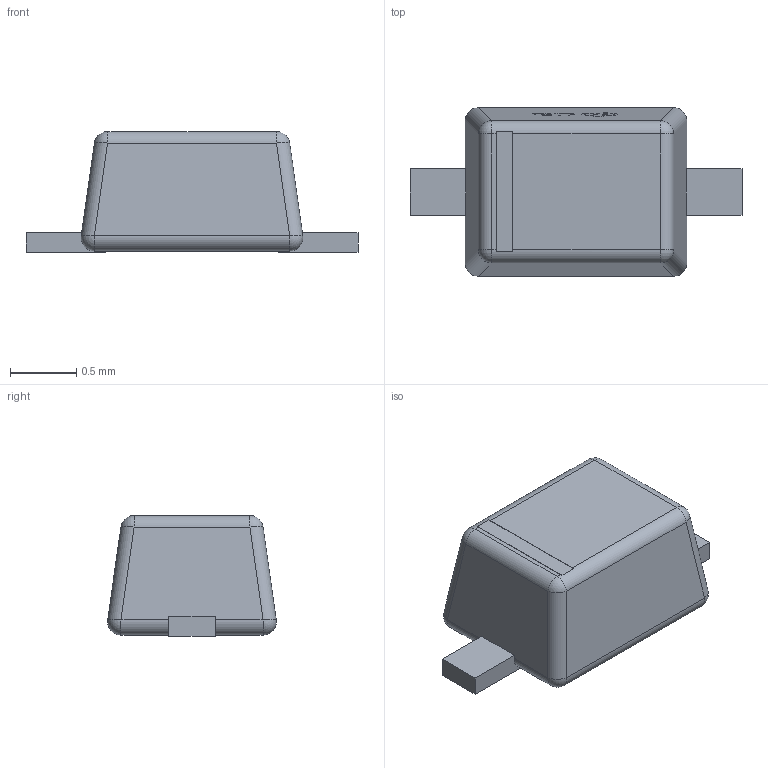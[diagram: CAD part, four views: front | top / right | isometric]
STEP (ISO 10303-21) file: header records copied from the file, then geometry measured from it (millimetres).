
FILE_DESCRIPTION (( 'STEP AP214' ), '1' );
FILE_NAME ('SOD-323F_L1.7-W1.3-LS2.5-R-RD.STEP', '2023-07-25T07:52:07', ( '' ), ( '' ), 'SwSTEP 2.0', 'SolidWorks 2020', '' );
FILE_SCHEMA (( 'AUTOMOTIVE_DESIGN' ));
Length unit declared in the file: millimetre
Products named in the file (1): SOD-323F_L1.7-W1.3-LS2.5-R-RD
Bounding box: 2.5 x 1.27 x 0.91 mm (x, y, z)
Volume: 1.7 mm3; surface area: 8.9 mm2
Topology: 1 solids, 1 shells, 268 faces, 725 edges, 474 vertices
Faces by surface type: plane 148, bspline 98, cylinder 14, sphere 8
Entity records: 11775 total; most frequent: CARTESIAN_POINT 2762, ORIENTED_EDGE 1434, DIRECTION 891, EDGE_CURVE 717, VECTOR 485, LINE 485, VERTEX_POINT 470, EDGE_LOOP 287
